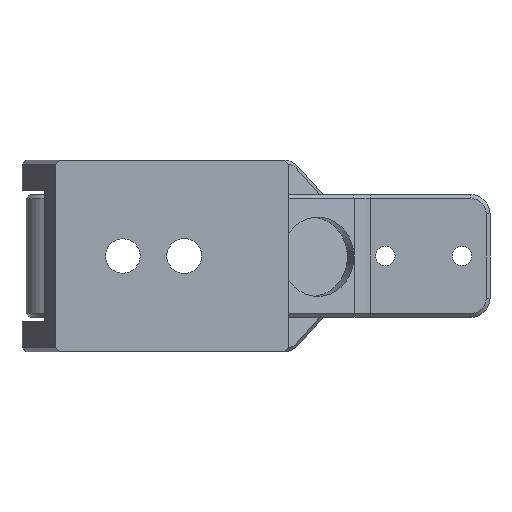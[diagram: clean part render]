
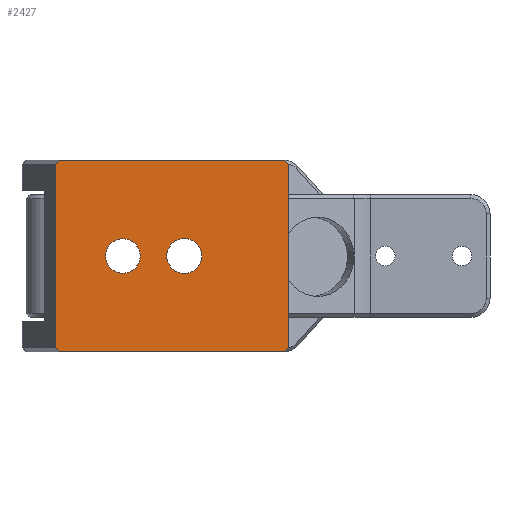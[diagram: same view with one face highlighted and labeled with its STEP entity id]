
A CAD part, front view. The second image highlights one B-rep face of the part: STEP entity #2427.
In plain terms, the highlighted planar face has unit normal (0, -1, 0).
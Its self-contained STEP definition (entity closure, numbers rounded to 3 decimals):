
#69=FACE_BOUND('',#406,.T.);
#70=FACE_BOUND('',#407,.T.);
#132=PLANE('',#2651);
#250=FACE_OUTER_BOUND('',#405,.T.);
#405=EDGE_LOOP('',(#2061,#2062,#2063,#2064,#2065,#2066,#2067,#2068));
#406=EDGE_LOOP('',(#2069));
#407=EDGE_LOOP('',(#2070));
#507=LINE('',#3646,#738);
#535=LINE('',#3728,#766);
#537=LINE('',#3734,#768);
#559=LINE('',#3797,#790);
#566=LINE('',#3837,#797);
#588=LINE('',#3900,#819);
#614=LINE('',#3969,#845);
#626=LINE('',#3993,#857);
#738=VECTOR('',#2901,10.);
#766=VECTOR('',#2979,10.);
#768=VECTOR('',#2985,10.);
#790=VECTOR('',#3051,10.);
#797=VECTOR('',#3074,10.);
#819=VECTOR('',#3140,10.);
#845=VECTOR('',#3216,10.);
#857=VECTOR('',#3252,10.);
#933=CIRCLE('',#2496,2.25);
#935=CIRCLE('',#2499,2.279);
#1041=VERTEX_POINT('',#3520);
#1043=VERTEX_POINT('',#3526);
#1083=VERTEX_POINT('',#3642);
#1085=VERTEX_POINT('',#3645);
#1113=VERTEX_POINT('',#3725);
#1114=VERTEX_POINT('',#3727);
#1116=VERTEX_POINT('',#3733);
#1135=VERTEX_POINT('',#3796);
#1144=VERTEX_POINT('',#3836);
#1163=VERTEX_POINT('',#3899);
#1258=EDGE_CURVE('',#1041,#1041,#933,.T.);
#1261=EDGE_CURVE('',#1043,#1043,#935,.T.);
#1319=EDGE_CURVE('',#1085,#1083,#507,.T.);
#1360=EDGE_CURVE('',#1114,#1113,#535,.T.);
#1363=EDGE_CURVE('',#1114,#1116,#537,.T.);
#1395=EDGE_CURVE('',#1135,#1083,#559,.T.);
#1408=EDGE_CURVE('',#1085,#1144,#566,.T.);
#1440=EDGE_CURVE('',#1163,#1113,#588,.T.);
#1476=EDGE_CURVE('',#1135,#1116,#614,.T.);
#1488=EDGE_CURVE('',#1163,#1144,#626,.T.);
#2061=ORIENTED_EDGE('',*,*,#1395,.F.);
#2062=ORIENTED_EDGE('',*,*,#1476,.T.);
#2063=ORIENTED_EDGE('',*,*,#1363,.F.);
#2064=ORIENTED_EDGE('',*,*,#1360,.T.);
#2065=ORIENTED_EDGE('',*,*,#1440,.F.);
#2066=ORIENTED_EDGE('',*,*,#1488,.T.);
#2067=ORIENTED_EDGE('',*,*,#1408,.F.);
#2068=ORIENTED_EDGE('',*,*,#1319,.T.);
#2069=ORIENTED_EDGE('',*,*,#1258,.T.);
#2070=ORIENTED_EDGE('',*,*,#1261,.T.);
#2427=ADVANCED_FACE('',(#250,#69,#70),#132,.F.);
#2496=AXIS2_PLACEMENT_3D('',#3522,#2781,#2782);
#2499=AXIS2_PLACEMENT_3D('',#3528,#2788,#2789);
#2651=AXIS2_PLACEMENT_3D('',#3992,#3250,#3251);
#2781=DIRECTION('center_axis',(0.,1.,0.));
#2782=DIRECTION('ref_axis',(-1.,0.,0.));
#2788=DIRECTION('center_axis',(0.,1.,0.));
#2789=DIRECTION('ref_axis',(-1.,0.,0.));
#2901=DIRECTION('',(1.,0.,0.));
#2979=DIRECTION('',(-1.,0.,0.));
#2985=DIRECTION('',(0.741,0.,-0.672));
#3051=DIRECTION('',(-0.741,0.,-0.672));
#3074=DIRECTION('',(-0.741,0.,0.672));
#3140=DIRECTION('',(0.741,0.,0.672));
#3216=DIRECTION('',(0.,0.,1.));
#3250=DIRECTION('center_axis',(0.,1.,0.));
#3251=DIRECTION('ref_axis',(-1.,0.,0.));
#3252=DIRECTION('',(0.,0.,-1.));
#3520=CARTESIAN_POINT('',(53.513,30.,10.517));
#3522=CARTESIAN_POINT('Origin',(51.263,30.,10.517));
#3526=CARTESIAN_POINT('',(61.548,30.,10.517));
#3528=CARTESIAN_POINT('Origin',(59.269,30.,10.517));
#3642=CARTESIAN_POINT('',(72.364,30.,-1.983));
#3645=CARTESIAN_POINT('',(42.979,30.,-1.983));
#3646=CARTESIAN_POINT('',(37.269,30.,-1.983));
#3725=CARTESIAN_POINT('',(42.979,30.,23.017));
#3727=CARTESIAN_POINT('',(72.364,30.,23.017));
#3728=CARTESIAN_POINT('',(80.769,30.,23.017));
#3733=CARTESIAN_POINT('',(72.916,30.,22.517));
#3734=CARTESIAN_POINT('',(71.088,30.,24.174));
#3796=CARTESIAN_POINT('',(72.916,30.,-1.483));
#3797=CARTESIAN_POINT('',(72.155,30.,-2.173));
#3836=CARTESIAN_POINT('',(42.428,30.,-1.483));
#3837=CARTESIAN_POINT('',(44.353,30.,-3.228));
#3899=CARTESIAN_POINT('',(42.428,30.,22.517));
#3900=CARTESIAN_POINT('',(43.286,30.,23.296));
#3969=CARTESIAN_POINT('',(72.916,30.,16.767));
#3992=CARTESIAN_POINT('Origin',(59.019,30.,10.517));
#3993=CARTESIAN_POINT('',(42.428,30.,16.767));
